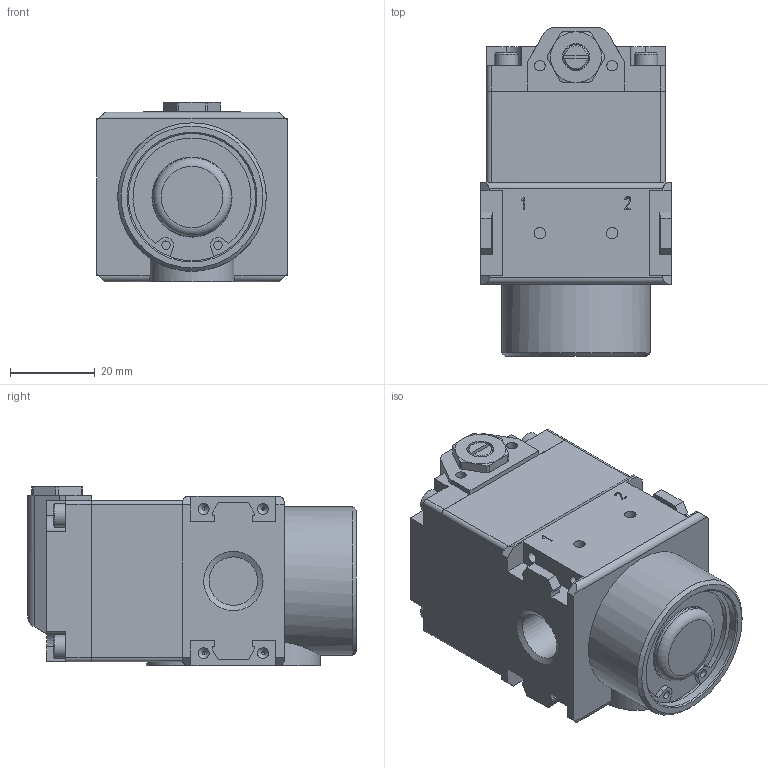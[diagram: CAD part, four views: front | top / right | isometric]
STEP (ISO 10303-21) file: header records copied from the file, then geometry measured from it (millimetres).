
FILE_DESCRIPTION( ( 'STEP AP203' ), ' ' );
FILE_NAME( '9.4001.00.400.stp', '2017-04-07T13:00:34', ( '' ), ( '' ), ' ', 'PARTsolutions', ' ' );
FILE_SCHEMA( ( 'CONFIG_CONTROL_DESIGN' ) );
Length unit declared in the file: millimetre
Products named in the file (1): _9.4001.00.400
Bounding box: 45 x 77.5 x 42.4 mm (x, y, z)
Volume: 105861.1 mm3; surface area: 18551.2 mm2
Topology: 1 solids, 1 shells, 388 faces, 1029 edges, 679 vertices
Faces by surface type: plane 200, cylinder 166, cone 20, torus 2
Full cylindrical faces by diameter (mm): 2 x2, 2.5 x2, 2.6 x4, 2.7 x2, 3 x4, 5.5 x4, 5.9 x1, 6.4 x1, 7 x1, 11.445 x2, 16 x1, 18.5 x1, 20.3 x1, 30 x1, 31.4 x1, 35 x1
Entity records: 11988 total; most frequent: CARTESIAN_POINT 2209, DIRECTION 2084, ORIENTED_EDGE 1960, EDGE_CURVE 980, AXIS2_PLACEMENT_3D 740, VERTEX_POINT 673, LINE 604, VECTOR 604
